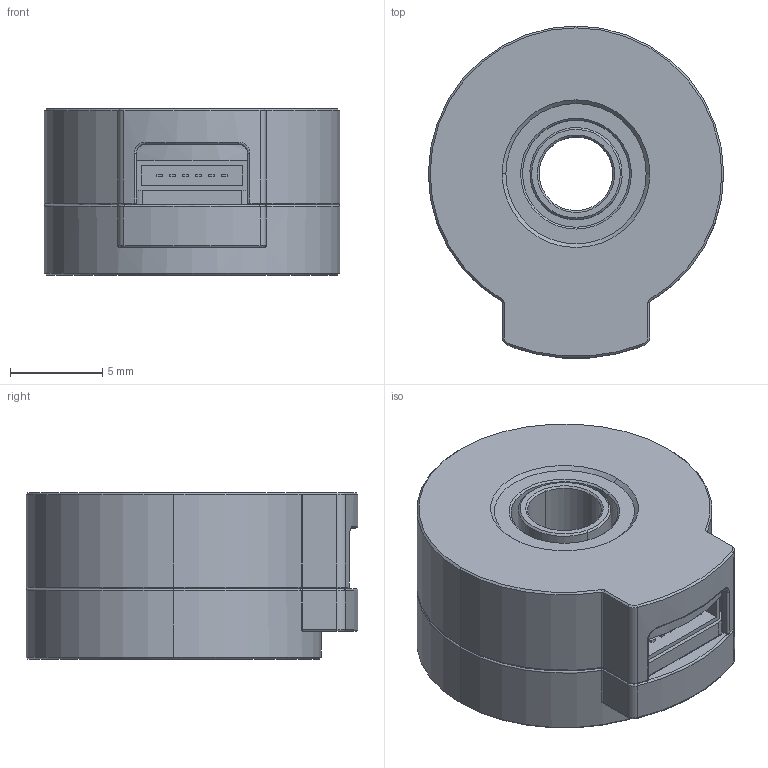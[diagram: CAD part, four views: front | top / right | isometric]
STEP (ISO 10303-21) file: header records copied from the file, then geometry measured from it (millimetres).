
FILE_DESCRIPTION (( 'STEP AP214' ), '1' );
FILE_NAME ('CSA16 20230927.STEP', '2023-09-28T02:41:05', ( '' ), ( '' ), 'SwSTEP 2.0', 'SolidWorks 2018', '' );
FILE_SCHEMA (( 'AUTOMOTIVE_DESIGN' ));
Length unit declared in the file: millimetre
Products named in the file (1): CSA16 20230927
Bounding box: 16 x 17.97 x 9 mm (x, y, z)
Volume: 1733.7 mm3; surface area: 1364.9 mm2
Topology: 1 solids, 1 shells, 206 faces, 488 edges, 290 vertices
Faces by surface type: plane 79, cylinder 61, torus 34, cone 24, bspline 4, sphere 4
Entity records: 8232 total; most frequent: CARTESIAN_POINT 1186, DIRECTION 1089, ORIENTED_EDGE 968, EDGE_CURVE 484, AXIS2_PLACEMENT_3D 420, VERTEX_POINT 288, VECTOR 249, LINE 249
